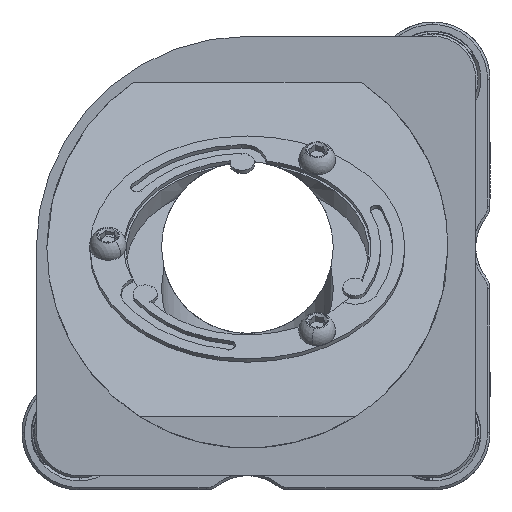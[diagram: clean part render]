
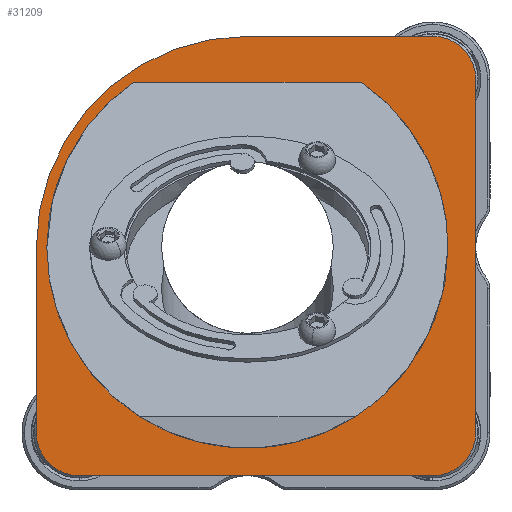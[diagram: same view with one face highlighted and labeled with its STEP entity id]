
A CAD part, left-side view. The second image highlights one B-rep face of the part: STEP entity #31209.
In plain terms, the highlighted planar face has unit normal (-1, 0, 0).
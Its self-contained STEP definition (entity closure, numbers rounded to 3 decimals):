
#289 = EDGE_CURVE ( 'NONE', #27371, #3314, #41520, .T. ) ;
#456 = LINE ( 'NONE', #6042, #21637 ) ;
#1083 = DIRECTION ( 'NONE',  ( 0., 1., 0. ) ) ;
#1468 = ORIENTED_EDGE ( 'NONE', *, *, #289, .F. ) ;
#2109 = ORIENTED_EDGE ( 'NONE', *, *, #32762, .T. ) ;
#3047 = CARTESIAN_POINT ( 'NONE',  ( -18.5, -18.5, 23. ) ) ;
#3314 = VERTEX_POINT ( 'NONE', #30890 ) ;
#3398 = DIRECTION ( 'NONE',  ( 1., 0., 0. ) ) ;
#3420 = VERTEX_POINT ( 'NONE', #14177 ) ;
#3790 = CIRCLE ( 'NONE', #33233, 4.5 ) ;
#4294 = LINE ( 'NONE', #13525, #21405 ) ;
#4565 = CIRCLE ( 'NONE', #15537, 21. ) ;
#4895 = ORIENTED_EDGE ( 'NONE', *, *, #29396, .T. ) ;
#5751 = CARTESIAN_POINT ( 'NONE',  ( -18.5, 0.9, 0.9 ) ) ;
#5900 = DIRECTION ( 'NONE',  ( 1., 0., 0. ) ) ;
#6042 = CARTESIAN_POINT ( 'NONE',  ( -18.5, -23., 23. ) ) ;
#6183 = DIRECTION ( 'NONE',  ( 1., 0., 0. ) ) ;
#7046 = EDGE_CURVE ( 'NONE', #16769, #41115, #39179, .T. ) ;
#7685 = CARTESIAN_POINT ( 'NONE',  ( -18.5, 23., 23. ) ) ;
#7887 = VERTEX_POINT ( 'NONE', #10159 ) ;
#8201 = VERTEX_POINT ( 'NONE', #36944 ) ;
#8618 = EDGE_CURVE ( 'NONE', #16769, #15502, #4294, .T. ) ;
#9272 = DIRECTION ( 'NONE',  ( 0., 1., 0. ) ) ;
#9731 = LINE ( 'NONE', #16371, #19629 ) ;
#10009 = AXIS2_PLACEMENT_3D ( 'NONE', #32971, #29970, #22476 ) ;
#10159 = CARTESIAN_POINT ( 'NONE',  ( -18.5, 12.815, 18.193 ) ) ;
#10677 = EDGE_CURVE ( 'NONE', #40588, #3420, #32325, .T. ) ;
#10929 = CARTESIAN_POINT ( 'NONE',  ( -18.5, -23., 18.5 ) ) ;
#11799 = AXIS2_PLACEMENT_3D ( 'NONE', #28906, #12596, #41986 ) ;
#11851 = FACE_BOUND ( 'NONE', #32053, .T. ) ;
#12125 = LINE ( 'NONE', #15129, #22576 ) ;
#12596 = DIRECTION ( 'NONE',  ( 1., 0., 0. ) ) ;
#12663 = ORIENTED_EDGE ( 'NONE', *, *, #27507, .T. ) ;
#13498 = DIRECTION ( 'NONE',  ( 0., 0., -1. ) ) ;
#13525 = CARTESIAN_POINT ( 'NONE',  ( -18.5, 23., 23. ) ) ;
#13793 = DIRECTION ( 'NONE',  ( 1., 0., 0. ) ) ;
#13801 = VERTEX_POINT ( 'NONE', #36521 ) ;
#14177 = CARTESIAN_POINT ( 'NONE',  ( -18.5, 21.9, 0.9 ) ) ;
#15129 = CARTESIAN_POINT ( 'NONE',  ( -18.5, 23., -23. ) ) ;
#15286 = DIRECTION ( 'NONE',  ( 0., -1., 0. ) ) ;
#15502 = VERTEX_POINT ( 'NONE', #40275 ) ;
#15537 = AXIS2_PLACEMENT_3D ( 'NONE', #25927, #3398, #16063 ) ;
#15714 = AXIS2_PLACEMENT_3D ( 'NONE', #34587, #37577, #15286 ) ;
#16063 = DIRECTION ( 'NONE',  ( 0., -1., 0. ) ) ;
#16112 = CARTESIAN_POINT ( 'NONE',  ( -18.5, -20.1, 0.9 ) ) ;
#16119 = EDGE_CURVE ( 'NONE', #13801, #40588, #42391, .T. ) ;
#16320 = EDGE_CURVE ( 'NONE', #15502, #28540, #32807, .T. ) ;
#16371 = CARTESIAN_POINT ( 'NONE',  ( -18.5, 23., 18.193 ) ) ;
#16711 = ORIENTED_EDGE ( 'NONE', *, *, #16320, .T. ) ;
#16717 = LINE ( 'NONE', #7685, #42185 ) ;
#16769 = VERTEX_POINT ( 'NONE', #3047 ) ;
#18830 = DIRECTION ( 'NONE',  ( 0., -1., 0. ) ) ;
#19629 = VECTOR ( 'NONE', #29464, 1000. ) ;
#20866 = ORIENTED_EDGE ( 'NONE', *, *, #16119, .T. ) ;
#21159 = CARTESIAN_POINT ( 'NONE',  ( -18.5, 23., 0.9 ) ) ;
#21405 = VECTOR ( 'NONE', #1083, 1000. ) ;
#21637 = VECTOR ( 'NONE', #42078, 1000. ) ;
#22140 = DIRECTION ( 'NONE',  ( -1., 0., 0. ) ) ;
#22476 = DIRECTION ( 'NONE',  ( 0., -1., 0. ) ) ;
#22520 = AXIS2_PLACEMENT_3D ( 'NONE', #32009, #22140, #9272 ) ;
#22576 = VECTOR ( 'NONE', #31645, 1000. ) ;
#23339 = ORIENTED_EDGE ( 'NONE', *, *, #27831, .T. ) ;
#23965 = EDGE_CURVE ( 'NONE', #8201, #41345, #3790, .T. ) ;
#24212 = EDGE_CURVE ( 'NONE', #28540, #3314, #16717, .T. ) ;
#24546 = CARTESIAN_POINT ( 'NONE',  ( -18.5, 18.5, -23. ) ) ;
#24790 = AXIS2_PLACEMENT_3D ( 'NONE', #5751, #6183, #18830 ) ;
#25927 = CARTESIAN_POINT ( 'NONE',  ( -18.5, 0.9, 0.9 ) ) ;
#27371 = VERTEX_POINT ( 'NONE', #24546 ) ;
#27507 = EDGE_CURVE ( 'NONE', #7887, #13801, #9731, .T. ) ;
#27736 = FACE_OUTER_BOUND ( 'NONE', #38972, .T. ) ;
#27831 = EDGE_CURVE ( 'NONE', #3420, #7887, #4565, .T. ) ;
#27985 = ORIENTED_EDGE ( 'NONE', *, *, #10677, .T. ) ;
#28540 = VERTEX_POINT ( 'NONE', #21159 ) ;
#28906 = CARTESIAN_POINT ( 'NONE',  ( -18.5, -18.5, 18.5 ) ) ;
#29396 = EDGE_CURVE ( 'NONE', #8201, #41115, #456, .T. ) ;
#29464 = DIRECTION ( 'NONE',  ( 0., -1., 0. ) ) ;
#29970 = DIRECTION ( 'NONE',  ( 1., 0., 0. ) ) ;
#30890 = CARTESIAN_POINT ( 'NONE',  ( -18.5, 23., -18.5 ) ) ;
#31209 = ADVANCED_FACE ( 'NONE', ( #11851, #27736 ), #41233, .F. ) ;
#31645 = DIRECTION ( 'NONE',  ( 0., -1., 0. ) ) ;
#32009 = CARTESIAN_POINT ( 'NONE',  ( -18.5, 0.9, 0.9 ) ) ;
#32053 = EDGE_LOOP ( 'NONE', ( #20866, #27985, #23339, #12663 ) ) ;
#32325 = CIRCLE ( 'NONE', #24790, 21. ) ;
#32483 = CARTESIAN_POINT ( 'NONE',  ( -18.5, -18.5, -18.5 ) ) ;
#32762 = EDGE_CURVE ( 'NONE', #27371, #41345, #12125, .T. ) ;
#32807 = CIRCLE ( 'NONE', #22520, 22.1 ) ;
#32971 = CARTESIAN_POINT ( 'NONE',  ( -18.5, 18.5, -18.5 ) ) ;
#33233 = AXIS2_PLACEMENT_3D ( 'NONE', #32483, #5900, #38062 ) ;
#34587 = CARTESIAN_POINT ( 'NONE',  ( -18.5, 0., 0. ) ) ;
#34727 = CARTESIAN_POINT ( 'NONE',  ( -18.5, -18.5, -23. ) ) ;
#35918 = ORIENTED_EDGE ( 'NONE', *, *, #7046, .F. ) ;
#36371 = ORIENTED_EDGE ( 'NONE', *, *, #23965, .F. ) ;
#36521 = CARTESIAN_POINT ( 'NONE',  ( -18.5, -11.015, 18.193 ) ) ;
#36944 = CARTESIAN_POINT ( 'NONE',  ( -18.5, -23., -18.5 ) ) ;
#37577 = DIRECTION ( 'NONE',  ( 1., 0., 0. ) ) ;
#38062 = DIRECTION ( 'NONE',  ( 0., -1., 0. ) ) ;
#38960 = AXIS2_PLACEMENT_3D ( 'NONE', #39965, #13793, #40806 ) ;
#38972 = EDGE_LOOP ( 'NONE', ( #39860, #1468, #2109, #36371, #4895, #35918, #40926, #16711 ) ) ;
#39179 = CIRCLE ( 'NONE', #11799, 4.5 ) ;
#39860 = ORIENTED_EDGE ( 'NONE', *, *, #24212, .T. ) ;
#39965 = CARTESIAN_POINT ( 'NONE',  ( -18.5, 0.9, 0.9 ) ) ;
#40275 = CARTESIAN_POINT ( 'NONE',  ( -18.5, 0.9, 23. ) ) ;
#40588 = VERTEX_POINT ( 'NONE', #16112 ) ;
#40806 = DIRECTION ( 'NONE',  ( 0., -1., 0. ) ) ;
#40926 = ORIENTED_EDGE ( 'NONE', *, *, #8618, .T. ) ;
#41115 = VERTEX_POINT ( 'NONE', #10929 ) ;
#41233 = PLANE ( 'NONE',  #15714 ) ;
#41345 = VERTEX_POINT ( 'NONE', #34727 ) ;
#41520 = CIRCLE ( 'NONE', #10009, 4.5 ) ;
#41986 = DIRECTION ( 'NONE',  ( 0., -1., 0. ) ) ;
#42078 = DIRECTION ( 'NONE',  ( 0., 0., 1. ) ) ;
#42185 = VECTOR ( 'NONE', #13498, 1000. ) ;
#42391 = CIRCLE ( 'NONE', #38960, 21. ) ;
